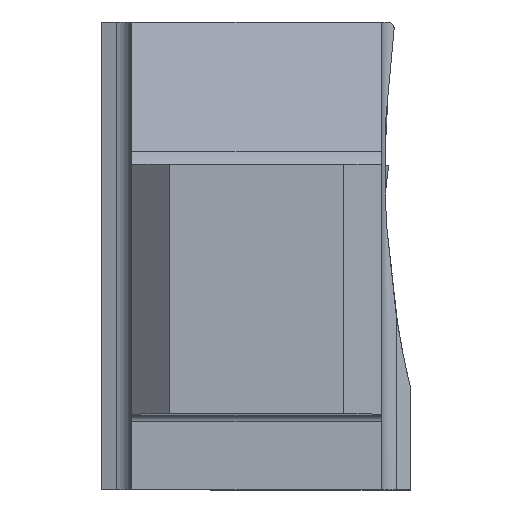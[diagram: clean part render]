
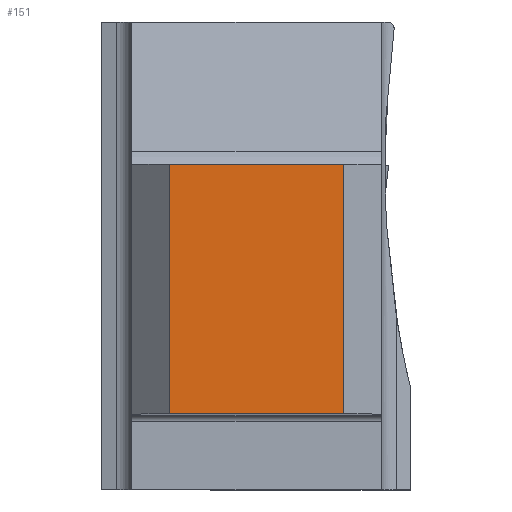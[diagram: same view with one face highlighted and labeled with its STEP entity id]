
A CAD part, top view. The second image highlights one B-rep face of the part: STEP entity #151.
In plain terms, the highlighted planar face has unit normal (0, 0, 1).
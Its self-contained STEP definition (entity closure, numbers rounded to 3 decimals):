
#151=ADVANCED_FACE('CU_BACK_SU1',(#267),#214,.F.);
#214=PLANE('',#1486);
#267=FACE_OUTER_BOUND('',#334,.T.);
#334=EDGE_LOOP('',(#539,#540,#541,#542));
#539=ORIENTED_EDGE('',*,*,#1009,.F.);
#540=ORIENTED_EDGE('',*,*,#1010,.T.);
#541=ORIENTED_EDGE('',*,*,#1011,.T.);
#542=ORIENTED_EDGE('',*,*,#1007,.F.);
#862=VERTEX_POINT('',#2122);
#863=VERTEX_POINT('',#2124);
#864=VERTEX_POINT('',#2128);
#865=VERTEX_POINT('',#2130);
#1007=EDGE_CURVE('',#862,#863,#1170,.T.);
#1009=EDGE_CURVE('',#864,#862,#1172,.T.);
#1010=EDGE_CURVE('',#864,#865,#1173,.T.);
#1011=EDGE_CURVE('',#865,#863,#1174,.T.);
#1170=LINE('',#2123,#1303);
#1172=LINE('',#2127,#1305);
#1173=LINE('',#2129,#1306);
#1174=LINE('',#2131,#1307);
#1303=VECTOR('',#1690,1.);
#1305=VECTOR('',#1694,1.);
#1306=VECTOR('',#1695,1.);
#1307=VECTOR('',#1696,1.);
#1486=AXIS2_PLACEMENT_3D('',#2132,#1697,#1698);
#1690=DIRECTION('',(1.,0.,0.));
#1694=DIRECTION('',(0.,1.,0.));
#1695=DIRECTION('',(1.,0.,0.));
#1696=DIRECTION('',(0.,1.,0.));
#1697=DIRECTION('',(0.,0.,-1.));
#1698=DIRECTION('',(-1.,0.,0.));
#2122=CARTESIAN_POINT('',(3.,19.925,0.));
#2123=CARTESIAN_POINT('',(-110.,19.925,0.));
#2124=CARTESIAN_POINT('',(16.925,19.925,0.));
#2127=CARTESIAN_POINT('',(3.,0.,0.));
#2128=CARTESIAN_POINT('',(3.,0.,0.));
#2129=CARTESIAN_POINT('',(-110.,0.,0.));
#2130=CARTESIAN_POINT('',(16.925,0.,0.));
#2131=CARTESIAN_POINT('',(16.925,0.,0.));
#2132=CARTESIAN_POINT('',(43.554,39.925,0.));
